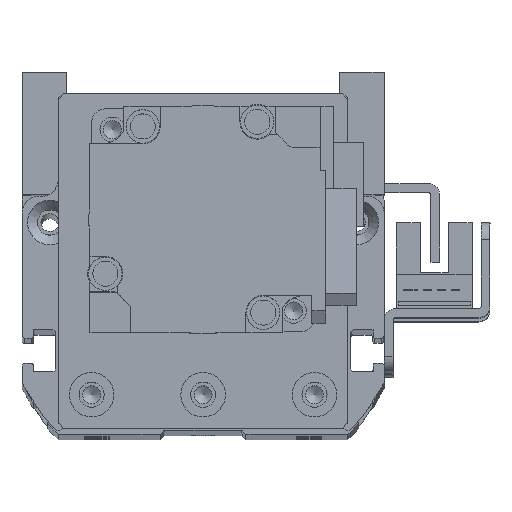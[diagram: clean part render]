
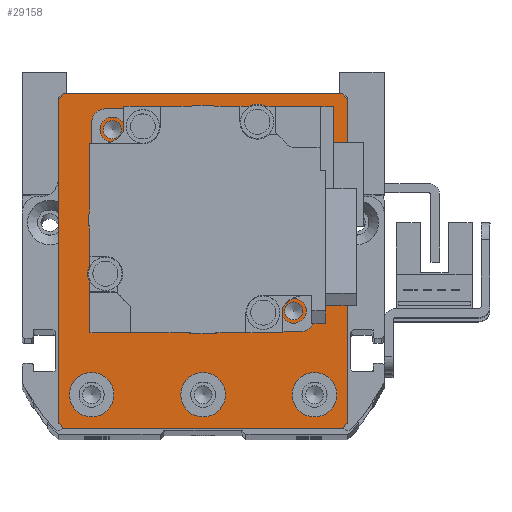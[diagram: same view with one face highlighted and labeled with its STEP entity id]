
A CAD part, top view. The second image highlights one B-rep face of the part: STEP entity #29158.
In plain terms, the highlighted planar face has unit normal (0, 0, 1).
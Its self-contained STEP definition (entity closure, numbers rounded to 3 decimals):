
#1350=FACE_BOUND('',#6333,.T.);
#1351=FACE_BOUND('',#6334,.T.);
#1352=FACE_BOUND('',#6335,.T.);
#1353=FACE_BOUND('',#6336,.T.);
#1354=FACE_BOUND('',#6337,.T.);
#1355=FACE_BOUND('',#6338,.T.);
#1356=FACE_BOUND('',#6339,.T.);
#1357=FACE_BOUND('',#6340,.T.);
#2082=PLANE('',#32732);
#4291=FACE_OUTER_BOUND('',#6332,.T.);
#6332=EDGE_LOOP('',(#27336,#27337,#27338,#27339,#27340,#27341,#27342,#27343));
#6333=EDGE_LOOP('',(#27344));
#6334=EDGE_LOOP('',(#27345));
#6335=EDGE_LOOP('',(#27346));
#6336=EDGE_LOOP('',(#27347));
#6337=EDGE_LOOP('',(#27348));
#6338=EDGE_LOOP('',(#27349));
#6339=EDGE_LOOP('',(#27350));
#6340=EDGE_LOOP('',(#27351));
#8554=LINE('',#51916,#10811);
#8560=LINE('',#51927,#10817);
#8567=LINE('',#51954,#10824);
#8570=LINE('',#51959,#10827);
#8571=LINE('',#51962,#10828);
#8574=LINE('',#51967,#10831);
#8575=LINE('',#51970,#10832);
#8597=LINE('',#52067,#10854);
#10811=VECTOR('',#41355,10.);
#10817=VECTOR('',#41363,10.);
#10824=VECTOR('',#41386,10.);
#10827=VECTOR('',#41391,10.);
#10828=VECTOR('',#41394,10.);
#10831=VECTOR('',#41399,10.);
#10832=VECTOR('',#41402,10.);
#10854=VECTOR('',#41518,10.);
#12445=CIRCLE('',#32695,4.);
#12448=CIRCLE('',#32701,4.);
#12451=CIRCLE('',#32707,4.);
#12453=CIRCLE('',#32712,1.621);
#12455=CIRCLE('',#32716,1.621);
#12457=CIRCLE('',#32720,1.621);
#12459=CIRCLE('',#32724,1.621);
#12462=CIRCLE('',#32730,15.);
#15089=VERTEX_POINT('',#51914);
#15090=VERTEX_POINT('',#51915);
#15094=VERTEX_POINT('',#51925);
#15106=VERTEX_POINT('',#51953);
#15107=VERTEX_POINT('',#51957);
#15108=VERTEX_POINT('',#51961);
#15109=VERTEX_POINT('',#51965);
#15110=VERTEX_POINT('',#51969);
#15117=VERTEX_POINT('',#51992);
#15120=VERTEX_POINT('',#52003);
#15123=VERTEX_POINT('',#52014);
#15126=VERTEX_POINT('',#52025);
#15129=VERTEX_POINT('',#52034);
#15132=VERTEX_POINT('',#52043);
#15135=VERTEX_POINT('',#52052);
#15138=VERTEX_POINT('',#52063);
#19138=EDGE_CURVE('',#15089,#15090,#8554,.T.);
#19144=EDGE_CURVE('',#15089,#15094,#8560,.T.);
#19157=EDGE_CURVE('',#15106,#15094,#8567,.T.);
#19160=EDGE_CURVE('',#15106,#15107,#8570,.T.);
#19161=EDGE_CURVE('',#15108,#15107,#8571,.T.);
#19164=EDGE_CURVE('',#15108,#15109,#8574,.T.);
#19165=EDGE_CURVE('',#15110,#15109,#8575,.T.);
#19175=EDGE_CURVE('',#15117,#15117,#12445,.T.);
#19180=EDGE_CURVE('',#15120,#15120,#12448,.T.);
#19185=EDGE_CURVE('',#15123,#15123,#12451,.T.);
#19190=EDGE_CURVE('',#15126,#15126,#12453,.T.);
#19194=EDGE_CURVE('',#15129,#15129,#12455,.T.);
#19198=EDGE_CURVE('',#15132,#15132,#12457,.T.);
#19202=EDGE_CURVE('',#15135,#15135,#12459,.T.);
#19208=EDGE_CURVE('',#15138,#15138,#12462,.T.);
#19209=EDGE_CURVE('',#15110,#15090,#8597,.T.);
#27336=ORIENTED_EDGE('',*,*,#19138,.F.);
#27337=ORIENTED_EDGE('',*,*,#19144,.T.);
#27338=ORIENTED_EDGE('',*,*,#19157,.F.);
#27339=ORIENTED_EDGE('',*,*,#19160,.T.);
#27340=ORIENTED_EDGE('',*,*,#19161,.F.);
#27341=ORIENTED_EDGE('',*,*,#19164,.T.);
#27342=ORIENTED_EDGE('',*,*,#19165,.F.);
#27343=ORIENTED_EDGE('',*,*,#19209,.T.);
#27344=ORIENTED_EDGE('',*,*,#19175,.T.);
#27345=ORIENTED_EDGE('',*,*,#19180,.T.);
#27346=ORIENTED_EDGE('',*,*,#19185,.T.);
#27347=ORIENTED_EDGE('',*,*,#19190,.T.);
#27348=ORIENTED_EDGE('',*,*,#19194,.T.);
#27349=ORIENTED_EDGE('',*,*,#19198,.T.);
#27350=ORIENTED_EDGE('',*,*,#19202,.T.);
#27351=ORIENTED_EDGE('',*,*,#19208,.T.);
#29158=ADVANCED_FACE('',(#4291,#1350,#1351,#1352,#1353,#1354,#1355,#1356,
#1357),#2082,.T.);
#32695=AXIS2_PLACEMENT_3D('',#51993,#41428,#41429);
#32701=AXIS2_PLACEMENT_3D('',#52004,#41442,#41443);
#32707=AXIS2_PLACEMENT_3D('',#52015,#41456,#41457);
#32712=AXIS2_PLACEMENT_3D('',#52026,#41469,#41470);
#32716=AXIS2_PLACEMENT_3D('',#52035,#41479,#41480);
#32720=AXIS2_PLACEMENT_3D('',#52044,#41489,#41490);
#32724=AXIS2_PLACEMENT_3D('',#52053,#41499,#41500);
#32730=AXIS2_PLACEMENT_3D('',#52065,#41514,#41515);
#32732=AXIS2_PLACEMENT_3D('',#52068,#41519,#41520);
#41355=DIRECTION('',(0.707,0.707,0.));
#41363=DIRECTION('',(0.,-1.,0.));
#41386=DIRECTION('',(-0.707,0.707,0.));
#41391=DIRECTION('',(1.,0.,0.));
#41394=DIRECTION('',(-0.707,-0.707,0.));
#41399=DIRECTION('',(0.,1.,0.));
#41402=DIRECTION('',(0.707,-0.707,0.));
#41428=DIRECTION('center_axis',(0.,0.,-1.));
#41429=DIRECTION('ref_axis',(1.,0.,0.));
#41442=DIRECTION('center_axis',(0.,0.,-1.));
#41443=DIRECTION('ref_axis',(1.,0.,0.));
#41456=DIRECTION('center_axis',(0.,0.,-1.));
#41457=DIRECTION('ref_axis',(1.,0.,0.));
#41469=DIRECTION('center_axis',(0.,0.,-1.));
#41470=DIRECTION('ref_axis',(1.,0.,0.));
#41479=DIRECTION('center_axis',(0.,0.,-1.));
#41480=DIRECTION('ref_axis',(1.,0.,0.));
#41489=DIRECTION('center_axis',(0.,0.,-1.));
#41490=DIRECTION('ref_axis',(1.,0.,0.));
#41499=DIRECTION('center_axis',(0.,0.,-1.));
#41500=DIRECTION('ref_axis',(1.,0.,0.));
#41514=DIRECTION('center_axis',(0.,0.,-1.));
#41515=DIRECTION('ref_axis',(-1.,0.,0.));
#41518=DIRECTION('',(-1.,0.,0.));
#41519=DIRECTION('center_axis',(0.,0.,1.));
#41520=DIRECTION('ref_axis',(1.,0.,0.));
#51914=CARTESIAN_POINT('',(-26.,29.,12.5));
#51915=CARTESIAN_POINT('',(-25.,30.,12.5));
#51916=CARTESIAN_POINT('',(-26.5,28.5,12.5));
#51925=CARTESIAN_POINT('',(-26.,-29.,12.5));
#51927=CARTESIAN_POINT('',(-26.,30.,12.5));
#51953=CARTESIAN_POINT('',(-25.,-30.,12.5));
#51954=CARTESIAN_POINT('',(-26.5,-28.5,12.5));
#51957=CARTESIAN_POINT('',(25.,-30.,12.5));
#51959=CARTESIAN_POINT('',(-26.,-30.,12.5));
#51961=CARTESIAN_POINT('',(26.,-29.,12.5));
#51962=CARTESIAN_POINT('',(26.5,-28.5,12.5));
#51965=CARTESIAN_POINT('',(26.,29.,12.5));
#51967=CARTESIAN_POINT('',(26.,-30.,12.5));
#51969=CARTESIAN_POINT('',(25.,30.,12.5));
#51970=CARTESIAN_POINT('',(26.5,28.5,12.5));
#51992=CARTESIAN_POINT('',(16.,-24.,12.5));
#51993=CARTESIAN_POINT('Origin',(20.,-24.,12.5));
#52003=CARTESIAN_POINT('',(-24.,-24.,12.5));
#52004=CARTESIAN_POINT('Origin',(-20.,-24.,12.5));
#52014=CARTESIAN_POINT('',(-4.,-24.,12.5));
#52015=CARTESIAN_POINT('Origin',(0.,-24.,12.5));
#52025=CARTESIAN_POINT('',(14.642,-8.963,12.5));
#52026=CARTESIAN_POINT('Origin',(16.263,-8.963,12.5));
#52034=CARTESIAN_POINT('',(-17.884,23.563,12.5));
#52035=CARTESIAN_POINT('Origin',(-16.263,23.563,12.5));
#52043=CARTESIAN_POINT('',(14.642,23.563,12.5));
#52044=CARTESIAN_POINT('Origin',(16.263,23.563,12.5));
#52052=CARTESIAN_POINT('',(-17.884,-8.963,12.5));
#52053=CARTESIAN_POINT('Origin',(-16.263,-8.963,12.5));
#52063=CARTESIAN_POINT('',(15.,7.3,12.5));
#52065=CARTESIAN_POINT('Origin',(0.,7.3,12.5));
#52067=CARTESIAN_POINT('',(26.,30.,12.5));
#52068=CARTESIAN_POINT('Origin',(0.,0.,12.5));
